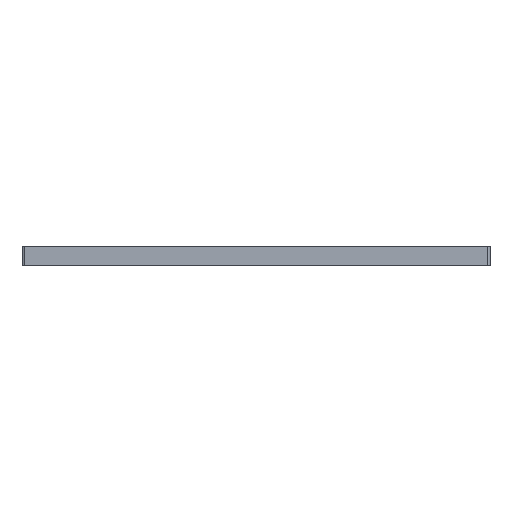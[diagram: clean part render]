
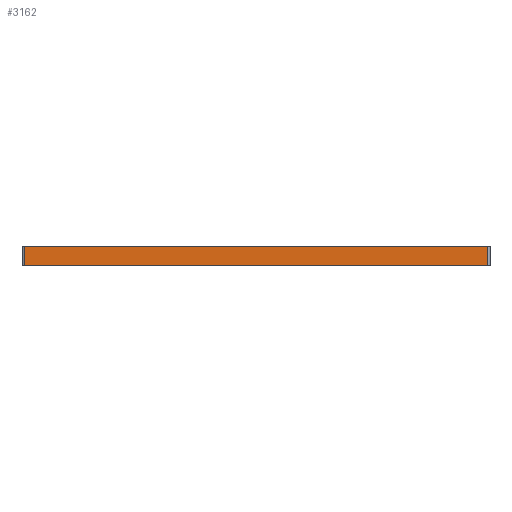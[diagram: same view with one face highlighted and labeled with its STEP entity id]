
A CAD part, left-side view. The second image highlights one B-rep face of the part: STEP entity #3162.
In plain terms, the highlighted planar face has unit normal (-1, 0, 0).
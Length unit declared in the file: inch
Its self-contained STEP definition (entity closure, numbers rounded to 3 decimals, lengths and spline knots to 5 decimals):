
#47 = PLANE ( 'NONE',  #1127 ) ;
#50 = DIRECTION ( 'NONE',  ( 1., 0., 0. ) ) ;
#59 = DIRECTION ( 'NONE',  ( 0., 0., -1. ) ) ;
#64 = CARTESIAN_POINT ( 'NONE',  ( 0., 0., 0.25 ) ) ;
#322 = CARTESIAN_POINT ( 'NONE',  ( 0., 5.845, 0. ) ) ;
#412 = LINE ( 'NONE', #2942, #612 ) ;
#460 = LINE ( 'NONE', #1167, #926 ) ;
#612 = VECTOR ( 'NONE', #2622, 39.37008 ) ;
#739 = VECTOR ( 'NONE', #2200, 39.37008 ) ;
#909 = FACE_OUTER_BOUND ( 'NONE', #1873, .T. ) ;
#920 = VECTOR ( 'NONE', #2184, 39.37008 ) ;
#926 = VECTOR ( 'NONE', #1192, 39.37008 ) ;
#943 = LINE ( 'NONE', #2055, #739 ) ;
#976 = LINE ( 'NONE', #2204, #920 ) ;
#1127 = AXIS2_PLACEMENT_3D ( 'NONE', #64, #50, #59 ) ;
#1167 = CARTESIAN_POINT ( 'NONE',  ( 0., 0., 0. ) ) ;
#1172 = CARTESIAN_POINT ( 'NONE',  ( 0., 0.03, 0. ) ) ;
#1192 = DIRECTION ( 'NONE',  ( 0., -1., 0. ) ) ;
#1456 = ORIENTED_EDGE ( 'NONE', *, *, #2213, .T. ) ;
#1611 = ORIENTED_EDGE ( 'NONE', *, *, #2783, .F. ) ;
#1716 = ORIENTED_EDGE ( 'NONE', *, *, #2223, .T. ) ;
#1769 = ORIENTED_EDGE ( 'NONE', *, *, #2225, .T. ) ;
#1873 = EDGE_LOOP ( 'NONE', ( #1456, #1716, #1611, #1769 ) ) ;
#1987 = VERTEX_POINT ( 'NONE', #2316 ) ;
#1996 = VERTEX_POINT ( 'NONE', #2349 ) ;
#2004 = VERTEX_POINT ( 'NONE', #322 ) ;
#2052 = VERTEX_POINT ( 'NONE', #1172 ) ;
#2055 = CARTESIAN_POINT ( 'NONE',  ( 0., 0.03, 0.25 ) ) ;
#2184 = DIRECTION ( 'NONE',  ( 0., 0., -1. ) ) ;
#2200 = DIRECTION ( 'NONE',  ( 0., 0., 1. ) ) ;
#2204 = CARTESIAN_POINT ( 'NONE',  ( 0., 5.845, 0.25 ) ) ;
#2213 = EDGE_CURVE ( 'NONE', #2004, #2052, #460, .T. ) ;
#2223 = EDGE_CURVE ( 'NONE', #2052, #1996, #943, .T. ) ;
#2225 = EDGE_CURVE ( 'NONE', #1987, #2004, #976, .T. ) ;
#2316 = CARTESIAN_POINT ( 'NONE',  ( 0., 5.845, 0.25 ) ) ;
#2349 = CARTESIAN_POINT ( 'NONE',  ( 0., 0.03, 0.25 ) ) ;
#2622 = DIRECTION ( 'NONE',  ( 0., -1., 0. ) ) ;
#2783 = EDGE_CURVE ( 'NONE', #1987, #1996, #412, .T. ) ;
#2942 = CARTESIAN_POINT ( 'NONE',  ( 0., 0., 0.25 ) ) ;
#3162 = ADVANCED_FACE ( 'NONE', ( #909 ), #47, .F. ) ;
